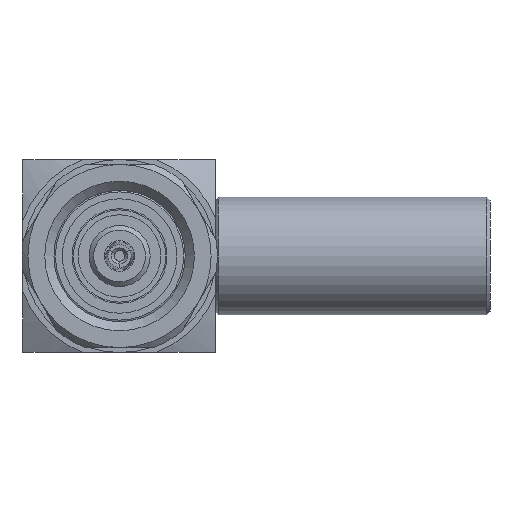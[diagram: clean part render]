
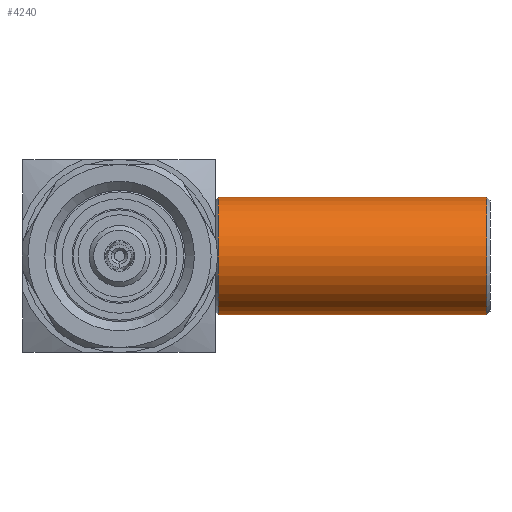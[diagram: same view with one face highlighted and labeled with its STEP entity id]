
A CAD part, front view. The second image highlights one B-rep face of the part: STEP entity #4240.
In plain terms, the highlighted cylindrical face has radius 1.93 mm (diameter 3.86 mm), a full revolution.
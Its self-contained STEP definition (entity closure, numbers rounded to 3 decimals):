
#202 = CYLINDRICAL_SURFACE ( 'NONE', #612, 1.93 ) ;
#230 = FACE_OUTER_BOUND ( 'NONE', #3464, .T. ) ;
#246 = FACE_OUTER_BOUND ( 'NONE', #3463, .T. ) ;
#278 = VERTEX_POINT ( 'NONE', #2076 ) ;
#336 = VERTEX_POINT ( 'NONE', #2049 ) ;
#434 = DIRECTION ( 'NONE',  ( 0., 1., 0. ) ) ;
#437 = CARTESIAN_POINT ( 'NONE',  ( 3.23, 0., 0. ) ) ;
#440 = DIRECTION ( 'NONE',  ( 1., 0., 0. ) ) ;
#612 = AXIS2_PLACEMENT_3D ( 'NONE', #2302, #2301, #2300 ) ;
#2049 = CARTESIAN_POINT ( 'NONE',  ( 3.23, 1.93, 0. ) ) ;
#2076 = CARTESIAN_POINT ( 'NONE',  ( 12.03, 0., -1.93 ) ) ;
#2300 = DIRECTION ( 'NONE',  ( 0., 0., -1. ) ) ;
#2301 = DIRECTION ( 'NONE',  ( 1., 0., 0. ) ) ;
#2302 = CARTESIAN_POINT ( 'NONE',  ( 3.23, 0., 0. ) ) ;
#2673 = CARTESIAN_POINT ( 'NONE',  ( 12.03, 0., 0. ) ) ;
#2674 = DIRECTION ( 'NONE',  ( 1., 0., 0. ) ) ;
#2675 = DIRECTION ( 'NONE',  ( 0., 0., -1. ) ) ;
#2969 = ORIENTED_EDGE ( 'NONE', *, *, #4281, .F. ) ;
#3463 = EDGE_LOOP ( 'NONE', ( #2969 ) ) ;
#3464 = EDGE_LOOP ( 'NONE', ( #3765 ) ) ;
#3765 = ORIENTED_EDGE ( 'NONE', *, *, #4423, .T. ) ;
#3871 = CIRCLE ( 'NONE', #3876, 1.93 ) ;
#3876 = AXIS2_PLACEMENT_3D ( 'NONE', #2673, #2674, #2675 ) ;
#4116 = CIRCLE ( 'NONE', #4139, 1.93 ) ;
#4139 = AXIS2_PLACEMENT_3D ( 'NONE', #437, #440, #434 ) ;
#4240 = ADVANCED_FACE ( 'NONE', ( #230, #246 ), #202, .T. ) ;
#4281 = EDGE_CURVE ( 'NONE', #278, #278, #3871, .T. ) ;
#4423 = EDGE_CURVE ( 'NONE', #336, #336, #4116, .T. ) ;
